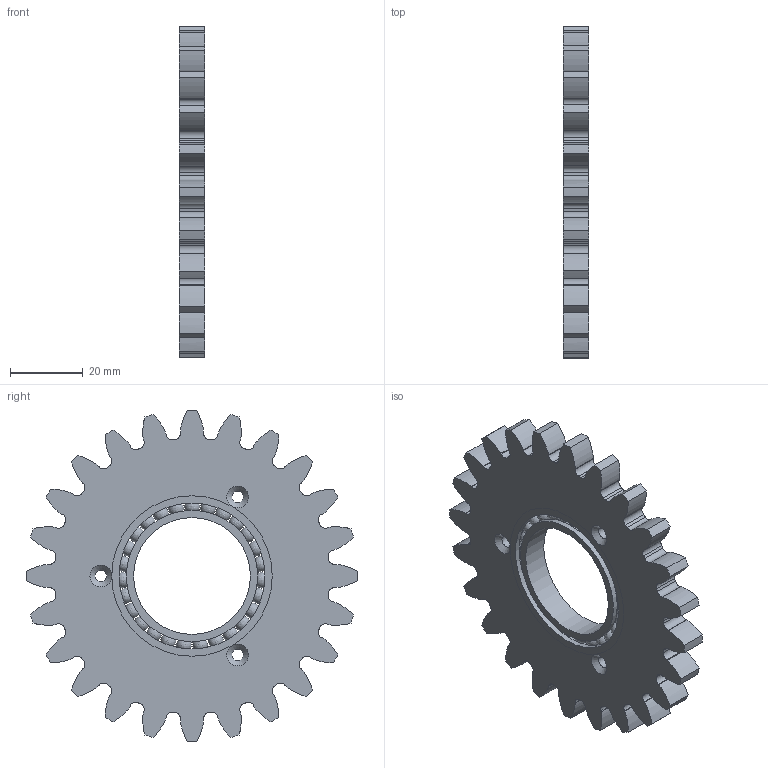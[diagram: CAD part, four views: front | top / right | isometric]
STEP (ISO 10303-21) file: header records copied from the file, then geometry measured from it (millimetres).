
FILE_DESCRIPTION(/* description */ (''),/* implementation_level */ '2;1');
FILE_NAME(/* name */ 'separated gear v3.step',/* time_stamp */ '2025-04-04T18:19:30+08:00',/* author */ (''),/* organization */ (''),/* preprocessor_version */ 'ST-DEVELOPER v20.1',/* originating_system */ 'Autodesk Translation Framework v14.4.0.0',/* authorisation */ '');
FILE_SCHEMA (('AUTOMOTIVE_DESIGN { 1 0 10303 214 3 1 1 }'));
Length unit declared in the file: millimetre
Products named in the file (3): separated gear; Spur Gear (24 teeth); 7mm ball bearing v4
Assembly tree (2 placements, depth 2):
  separated gear
    Spur Gear (24 teeth)
    7mm ball bearing v4
Bounding box: 7 x 91 x 91 mm (x, y, z)
Volume: 32353.6 mm3; surface area: 19232 mm2
Topology: 30 solids, 30 shells, 242 faces, 702 edges, 466 vertices
Faces by surface type: cylinder 107, plane 54, bspline 48, sphere 27, cone 3, torus 3
Full cylindrical faces by diameter (mm): 3.2 x3, 32 x1, 36 x2, 40 x4, 44 x1
Entity records: 21635 total; most frequent: CARTESIAN_POINT 15617, ORIENTED_EDGE 1296, DIRECTION 1200, EDGE_CURVE 648, VERTEX_POINT 466, AXIS2_PLACEMENT_3D 449, LINE 302, VECTOR 302
